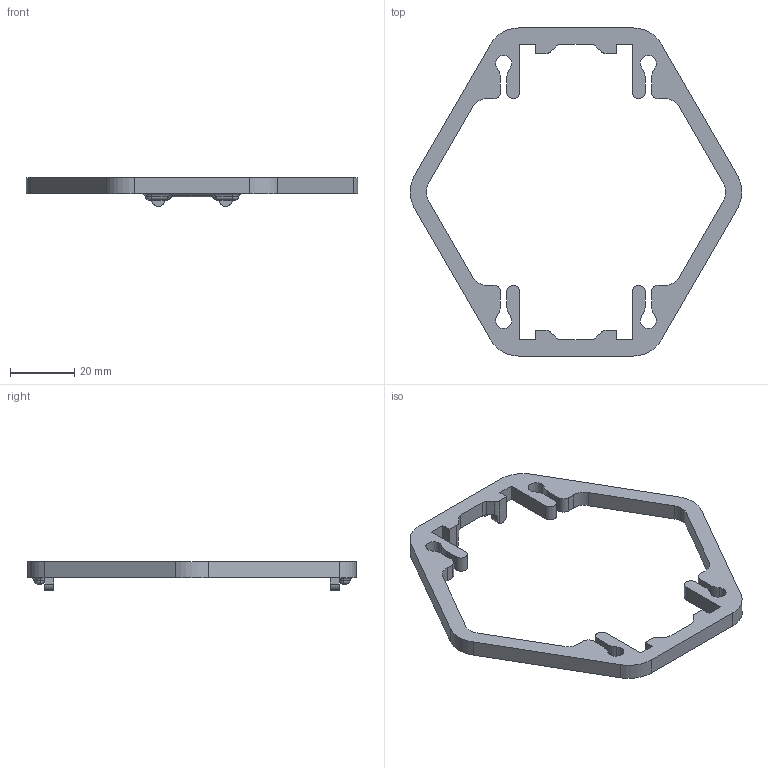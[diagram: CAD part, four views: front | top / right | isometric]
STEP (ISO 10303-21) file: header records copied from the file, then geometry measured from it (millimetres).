
FILE_DESCRIPTION(/* description */ (''),/* implementation_level */ '2;1');
FILE_NAME(/* name */ 'camera-bottom.stp',/* time_stamp */ '2024-11-10T19:15:31-08:00',/* author */ ('generic'),/* organization */ (''),/* preprocessor_version */ 'ST-DEVELOPER v19.2',/* originating_system */ 'Autodesk Inventor 2024',/* authorisation */ '');
FILE_SCHEMA (('AUTOMOTIVE_DESIGN { 1 0 10303 214 3 1 1 }'));
Length unit declared in the file: millimetre
Products named in the file (1): camera-bottom
Bounding box: 103.14 x 102 x 9 mm (x, y, z)
Volume: 10365.5 mm3; surface area: 8153.4 mm2
Topology: 1 solids, 1 shells, 168 faces, 462 edges, 296 vertices
Faces by surface type: cylinder 80, plane 64, torus 8, bspline 8, sphere 8
Entity records: 5593 total; most frequent: CARTESIAN_POINT 1199, DIRECTION 932, ORIENTED_EDGE 924, EDGE_CURVE 462, AXIS2_PLACEMENT_3D 333, VERTEX_POINT 296, LINE 266, VECTOR 266
